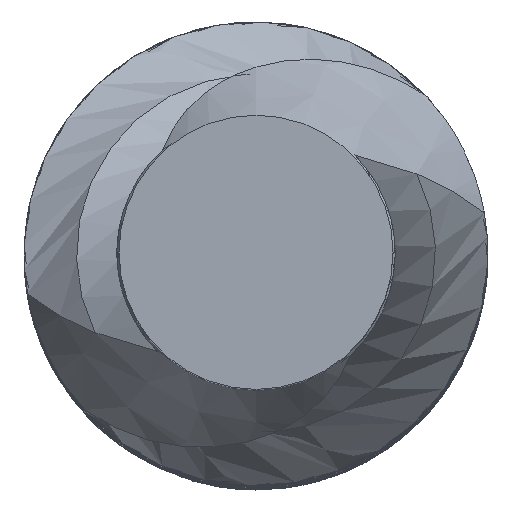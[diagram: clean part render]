
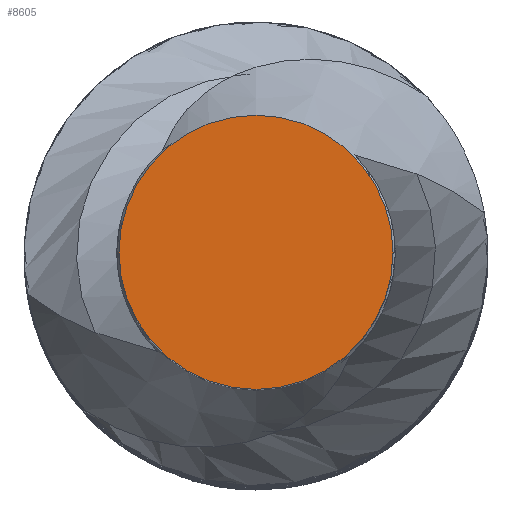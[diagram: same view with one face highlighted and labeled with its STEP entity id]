
A CAD part, top view. The second image highlights one B-rep face of the part: STEP entity #8605.
In plain terms, the highlighted planar face has unit normal (0, 0, 1).
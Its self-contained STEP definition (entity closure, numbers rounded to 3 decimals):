
#7100 = CYLINDRICAL_SURFACE('',#7101,64.5);
#7101 = AXIS2_PLACEMENT_3D('',#7102,#7103,#7104);
#7102 = CARTESIAN_POINT('',(0.,0.,1310.));
#7103 = DIRECTION('',(-0.,-0.,-1.));
#7104 = DIRECTION('',(1.,0.,0.));
#7720 = VERTEX_POINT('',#7721);
#7721 = CARTESIAN_POINT('',(64.5,0.,1540.));
#7742 = EDGE_CURVE('',#7720,#7720,#7743,.T.);
#7743 = SURFACE_CURVE('',#7744,(#7749,#7756),.PCURVE_S1.);
#7744 = CIRCLE('',#7745,64.5);
#7745 = AXIS2_PLACEMENT_3D('',#7746,#7747,#7748);
#7746 = CARTESIAN_POINT('',(0.,0.,1540.));
#7747 = DIRECTION('',(0.,0.,1.));
#7748 = DIRECTION('',(1.,0.,0.));
#7749 = PCURVE('',#7100,#7750);
#7750 = DEFINITIONAL_REPRESENTATION('',(#7751),#7755);
#7751 = LINE('',#7752,#7753);
#7752 = CARTESIAN_POINT('',(-0.,-230.));
#7753 = VECTOR('',#7754,1.);
#7754 = DIRECTION('',(-1.,0.));
#7755 = ( GEOMETRIC_REPRESENTATION_CONTEXT(2) 
PARAMETRIC_REPRESENTATION_CONTEXT() REPRESENTATION_CONTEXT('2D SPACE',''
  ) );
#7756 = PCURVE('',#7757,#7762);
#7757 = PLANE('',#7758);
#7758 = AXIS2_PLACEMENT_3D('',#7759,#7760,#7761);
#7759 = CARTESIAN_POINT('',(0.,0.,
    1540.));
#7760 = DIRECTION('',(0.,0.,1.));
#7761 = DIRECTION('',(1.,0.,-0.));
#7762 = DEFINITIONAL_REPRESENTATION('',(#7763),#7767);
#7763 = CIRCLE('',#7764,64.5);
#7764 = AXIS2_PLACEMENT_2D('',#7765,#7766);
#7765 = CARTESIAN_POINT('',(0.,0.));
#7766 = DIRECTION('',(1.,0.));
#7767 = ( GEOMETRIC_REPRESENTATION_CONTEXT(2) 
PARAMETRIC_REPRESENTATION_CONTEXT() REPRESENTATION_CONTEXT('2D SPACE',''
  ) );
#8605 = ADVANCED_FACE('',(#8606),#7757,.T.);
#8606 = FACE_BOUND('',#8607,.T.);
#8607 = EDGE_LOOP('',(#8608));
#8608 = ORIENTED_EDGE('',*,*,#7742,.T.);
